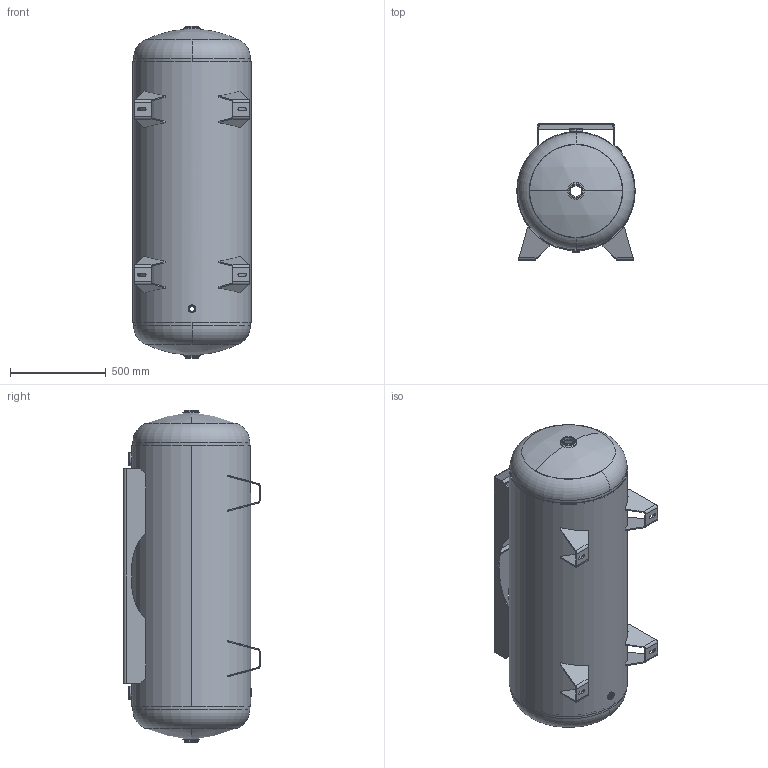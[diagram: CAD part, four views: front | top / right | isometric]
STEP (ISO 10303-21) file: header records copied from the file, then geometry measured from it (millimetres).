
FILE_DESCRIPTION (( 'STEP AP203' ), '1' );
FILE_NAME ('302480.STEP', '2012-03-06T16:27:31', ( '' ), ( '' ), 'SwSTEP 2.0', 'SolidWorks 2011', '' );
FILE_SCHEMA (( 'CONFIG_CONTROL_DESIGN' ));
Length unit declared in the file: inch
Products named in the file (1): 302480
Bounding box: 618.95 x 711.66 x 1733.55 mm (x, y, z)
Surface area: 8253013.2 mm2 (no closed solid volume)
Topology: 0 solids, 25 shells, 341 faces, 884 edges, 566 vertices
Faces by surface type: plane 137, cylinder 133, torus 36, bspline 27, sphere 8
Full cylindrical faces by diameter (mm): 609.6 x1, 618.947 x1
Entity records: 12993 total; most frequent: CARTESIAN_POINT 4613, DIRECTION 1757, ORIENTED_EDGE 1638, EDGE_CURVE 884, AXIS2_PLACEMENT_3D 685, VERTEX_POINT 566, EDGE_LOOP 395, LINE 387
